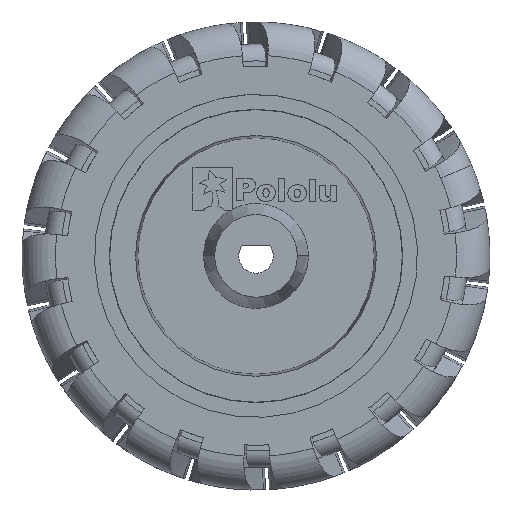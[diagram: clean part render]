
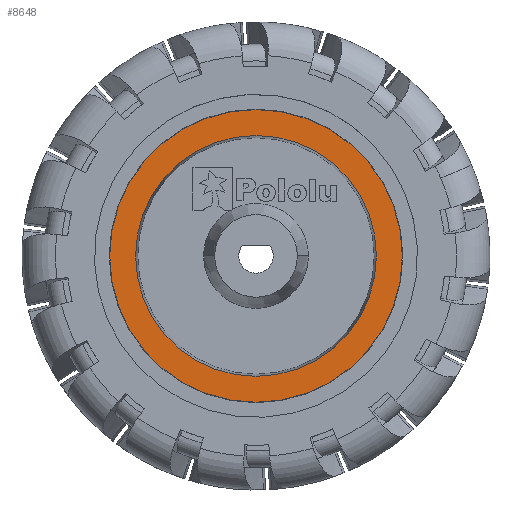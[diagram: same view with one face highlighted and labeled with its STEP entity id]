
A CAD part, top view. The second image highlights one B-rep face of the part: STEP entity #8648.
In plain terms, the highlighted planar face has unit normal (0, 0, 1).
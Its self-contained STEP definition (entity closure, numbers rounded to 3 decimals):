
#1059 = AXIS2_PLACEMENT_3D ( 'NONE', #6954, #15410, #2719 ) ;
#1432 = VERTEX_POINT ( 'NONE', #8485 ) ;
#1705 = ORIENTED_EDGE ( 'NONE', *, *, #30533, .F. ) ;
#2262 = ORIENTED_EDGE ( 'NONE', *, *, #31587, .T. ) ;
#2719 = DIRECTION ( 'NONE',  ( 1., 0., 0. ) ) ;
#3463 = DIRECTION ( 'NONE',  ( -1., 0., 0. ) ) ;
#3662 = DIRECTION ( 'NONE',  ( 1., 0., 0. ) ) ;
#5626 = AXIS2_PLACEMENT_3D ( 'NONE', #38643, #47641, #3463 ) ;
#6954 = CARTESIAN_POINT ( 'NONE',  ( 0., 0., 6.1 ) ) ;
#8092 = EDGE_LOOP ( 'NONE', ( #27724, #2262 ) ) ;
#8485 = CARTESIAN_POINT ( 'NONE',  ( -13.139, 0., 6.1 ) ) ;
#8648 = ADVANCED_FACE ( 'NONE', ( #28874, #35746 ), #37113, .T. ) ;
#10470 = DIRECTION ( 'NONE',  ( 0., 0., -1. ) ) ;
#10495 = AXIS2_PLACEMENT_3D ( 'NONE', #47831, #52058, #3662 ) ;
#11547 = EDGE_CURVE ( 'NONE', #33018, #1432, #35266, .T. ) ;
#15410 = DIRECTION ( 'NONE',  ( 0., 0., -1. ) ) ;
#15531 = CARTESIAN_POINT ( 'NONE',  ( -10.812, 0., 6.1 ) ) ;
#16704 = EDGE_LOOP ( 'NONE', ( #1705, #30169 ) ) ;
#17324 = VERTEX_POINT ( 'NONE', #20759 ) ;
#19634 = CARTESIAN_POINT ( 'NONE',  ( -13.139, -13.417, 6.1 ) ) ;
#20759 = CARTESIAN_POINT ( 'NONE',  ( 10.812, 0., 6.1 ) ) ;
#23408 = CARTESIAN_POINT ( 'NONE',  ( 0., 0., 6.1 ) ) ;
#23591 = DIRECTION ( 'NONE',  ( -1., 0., 0. ) ) ;
#26478 = CIRCLE ( 'NONE', #1059, 10.812 ) ;
#27724 = ORIENTED_EDGE ( 'NONE', *, *, #27963, .T. ) ;
#27963 = EDGE_CURVE ( 'NONE', #17324, #32098, #26478, .T. ) ;
#28874 = FACE_OUTER_BOUND ( 'NONE', #16704, .T. ) ;
#30169 = ORIENTED_EDGE ( 'NONE', *, *, #11547, .F. ) ;
#30533 = EDGE_CURVE ( 'NONE', #1432, #33018, #56891, .T. ) ;
#31296 = AXIS2_PLACEMENT_3D ( 'NONE', #19634, #45353, #36928 ) ;
#31587 = EDGE_CURVE ( 'NONE', #32098, #17324, #52597, .T. ) ;
#32098 = VERTEX_POINT ( 'NONE', #15531 ) ;
#33018 = VERTEX_POINT ( 'NONE', #37300 ) ;
#35266 = CIRCLE ( 'NONE', #5626, 13.139 ) ;
#35746 = FACE_BOUND ( 'NONE', #8092, .T. ) ;
#36928 = DIRECTION ( 'NONE',  ( 1., 0., 0. ) ) ;
#37113 = PLANE ( 'NONE',  #31296 ) ;
#37300 = CARTESIAN_POINT ( 'NONE',  ( 13.139, 0., 6.1 ) ) ;
#38643 = CARTESIAN_POINT ( 'NONE',  ( 0., 0., 6.1 ) ) ;
#44619 = AXIS2_PLACEMENT_3D ( 'NONE', #23408, #10470, #23591 ) ;
#45353 = DIRECTION ( 'NONE',  ( 0., 0., 1. ) ) ;
#47641 = DIRECTION ( 'NONE',  ( 0., 0., -1. ) ) ;
#47831 = CARTESIAN_POINT ( 'NONE',  ( 0., 0., 6.1 ) ) ;
#52058 = DIRECTION ( 'NONE',  ( 0., 0., -1. ) ) ;
#52597 = CIRCLE ( 'NONE', #10495, 10.812 ) ;
#56891 = CIRCLE ( 'NONE', #44619, 13.139 ) ;
